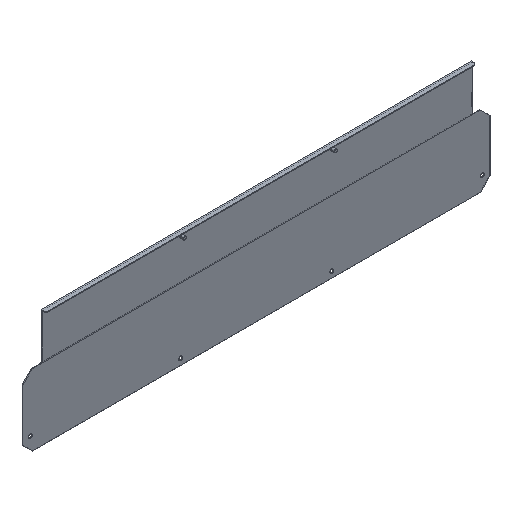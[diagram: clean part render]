
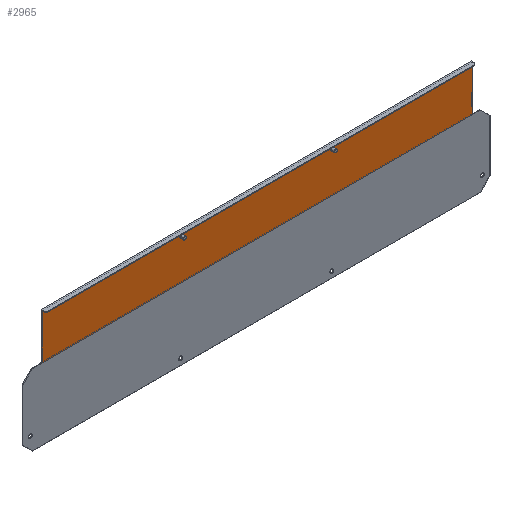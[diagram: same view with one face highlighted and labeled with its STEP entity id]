
A CAD part, isometric view. The second image highlights one B-rep face of the part: STEP entity #2965.
In plain terms, the highlighted planar face has unit normal (0, -1, 0).
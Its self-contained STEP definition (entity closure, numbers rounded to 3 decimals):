
#78 = LINE ( 'NONE', #1604, #2572 ) ;
#82 = CARTESIAN_POINT ( 'NONE',  ( 304.75, 152.5, 3. ) ) ;
#128 = FACE_OUTER_BOUND ( 'NONE', #2398, .T. ) ;
#130 = VERTEX_POINT ( 'NONE', #3229 ) ;
#134 = ORIENTED_EDGE ( 'NONE', *, *, #561, .F. ) ;
#175 = DIRECTION ( 'NONE',  ( 1., 0., 0. ) ) ;
#190 = LINE ( 'NONE', #2267, #1862 ) ;
#191 = EDGE_CURVE ( 'NONE', #2845, #545, #1359, .T. ) ;
#236 = DIRECTION ( 'NONE',  ( 0., 0., -1. ) ) ;
#284 = EDGE_CURVE ( 'NONE', #2845, #2983, #2699, .T. ) ;
#312 = DIRECTION ( 'NONE',  ( -1., 0., 0. ) ) ;
#349 = CARTESIAN_POINT ( 'NONE',  ( -504.75, 152.5, 88. ) ) ;
#352 = VERTEX_POINT ( 'NONE', #399 ) ;
#362 = CIRCLE ( 'NONE', #1163, 3. ) ;
#386 = CARTESIAN_POINT ( 'NONE',  ( -504.75, 152.5, 0.293 ) ) ;
#399 = CARTESIAN_POINT ( 'NONE',  ( 39., 152.5, 78.005 ) ) ;
#415 = ORIENTED_EDGE ( 'NONE', *, *, #2176, .T. ) ;
#422 = AXIS2_PLACEMENT_3D ( 'NONE', #1895, #1360, #1664 ) ;
#465 = EDGE_CURVE ( 'NONE', #1385, #2561, #3087, .T. ) ;
#523 = AXIS2_PLACEMENT_3D ( 'NONE', #2127, #2395, #3160 ) ;
#525 = EDGE_CURVE ( 'NONE', #1378, #130, #2848, .T. ) ;
#534 = CARTESIAN_POINT ( 'NONE',  ( -239.247, 152.5, 76.809 ) ) ;
#545 = VERTEX_POINT ( 'NONE', #636 ) ;
#561 = EDGE_CURVE ( 'NONE', #352, #1134, #1328, .T. ) ;
#592 = LINE ( 'NONE', #1584, #2142 ) ;
#626 = LINE ( 'NONE', #3242, #3164 ) ;
#636 = CARTESIAN_POINT ( 'NONE',  ( -504.75, 152.5, 4.036 ) ) ;
#733 = ORIENTED_EDGE ( 'NONE', *, *, #525, .F. ) ;
#802 = VECTOR ( 'NONE', #829, 1000. ) ;
#829 = DIRECTION ( 'NONE',  ( 0., 0., -1. ) ) ;
#845 = FACE_BOUND ( 'NONE', #2123, .T. ) ;
#881 = CARTESIAN_POINT ( 'NONE',  ( -504.75, 152.5, 0.293 ) ) ;
#1003 = AXIS2_PLACEMENT_3D ( 'NONE', #2662, #1866, #1103 ) ;
#1049 = CARTESIAN_POINT ( 'NONE',  ( 304.75, 152.5, 4.036 ) ) ;
#1070 = ORIENTED_EDGE ( 'NONE', *, *, #2991, .T. ) ;
#1074 = VERTEX_POINT ( 'NONE', #2866 ) ;
#1078 = DIRECTION ( 'NONE',  ( 0., 0., 1. ) ) ;
#1080 = CARTESIAN_POINT ( 'NONE',  ( 304.75, 152.5, 87. ) ) ;
#1101 = ORIENTED_EDGE ( 'NONE', *, *, #2540, .F. ) ;
#1103 = DIRECTION ( 'NONE',  ( 0., 0., 1. ) ) ;
#1134 = VERTEX_POINT ( 'NONE', #1908 ) ;
#1151 = DIRECTION ( 'NONE',  ( 0., 0., 1. ) ) ;
#1160 = EDGE_CURVE ( 'NONE', #1680, #2983, #592, .T. ) ;
#1163 = AXIS2_PLACEMENT_3D ( 'NONE', #2690, #1636, #1078 ) ;
#1180 = EDGE_CURVE ( 'NONE', #1134, #352, #362, .T. ) ;
#1203 = EDGE_CURVE ( 'NONE', #545, #1074, #78, .T. ) ;
#1328 = CIRCLE ( 'NONE', #1003, 3. ) ;
#1359 = LINE ( 'NONE', #881, #802 ) ;
#1360 = DIRECTION ( 'NONE',  ( 0., -1., 0. ) ) ;
#1378 = VERTEX_POINT ( 'NONE', #534 ) ;
#1385 = VERTEX_POINT ( 'NONE', #1049 ) ;
#1566 = ORIENTED_EDGE ( 'NONE', *, *, #2298, .T. ) ;
#1584 = CARTESIAN_POINT ( 'NONE',  ( 0., 152.5, 88. ) ) ;
#1604 = CARTESIAN_POINT ( 'NONE',  ( -504.75, 152.5, 4.036 ) ) ;
#1636 = DIRECTION ( 'NONE',  ( 0., -1., 0. ) ) ;
#1664 = DIRECTION ( 'NONE',  ( 0., 0., 1. ) ) ;
#1665 = ORIENTED_EDGE ( 'NONE', *, *, #465, .F. ) ;
#1680 = VERTEX_POINT ( 'NONE', #1734 ) ;
#1699 = CARTESIAN_POINT ( 'NONE',  ( 0., 152.5, 3. ) ) ;
#1734 = CARTESIAN_POINT ( 'NONE',  ( 304.75, 152.5, 88. ) ) ;
#1743 = ORIENTED_EDGE ( 'NONE', *, *, #191, .T. ) ;
#1778 = CARTESIAN_POINT ( 'NONE',  ( -504.75, 152.5, 87. ) ) ;
#1862 = VECTOR ( 'NONE', #2785, 1000. ) ;
#1866 = DIRECTION ( 'NONE',  ( 0., -1., 0. ) ) ;
#1876 = FACE_BOUND ( 'NONE', #3230, .T. ) ;
#1895 = CARTESIAN_POINT ( 'NONE',  ( -242., 152.5, 78. ) ) ;
#1908 = CARTESIAN_POINT ( 'NONE',  ( 45., 152.5, 77.995 ) ) ;
#1952 = ORIENTED_EDGE ( 'NONE', *, *, #1160, .T. ) ;
#2017 = CARTESIAN_POINT ( 'NONE',  ( 304.75, 152.5, 0.293 ) ) ;
#2092 = VECTOR ( 'NONE', #175, 1000. ) ;
#2108 = CARTESIAN_POINT ( 'NONE',  ( 0., 152.5, 0.293 ) ) ;
#2123 = EDGE_LOOP ( 'NONE', ( #733, #1101 ) ) ;
#2127 = CARTESIAN_POINT ( 'NONE',  ( -242., 152.5, 78. ) ) ;
#2142 = VECTOR ( 'NONE', #312, 1000. ) ;
#2176 = EDGE_CURVE ( 'NONE', #2889, #1680, #190, .T. ) ;
#2267 = CARTESIAN_POINT ( 'NONE',  ( 304.75, 152.5, 87. ) ) ;
#2298 = EDGE_CURVE ( 'NONE', #1074, #2561, #2738, .T. ) ;
#2395 = DIRECTION ( 'NONE',  ( 0., -1., 0. ) ) ;
#2398 = EDGE_LOOP ( 'NONE', ( #1743, #3260, #1566, #1665, #1070, #415, #1952, #2460 ) ) ;
#2424 = DIRECTION ( 'NONE',  ( 0., 1., 0. ) ) ;
#2435 = VECTOR ( 'NONE', #1151, 1000. ) ;
#2460 = ORIENTED_EDGE ( 'NONE', *, *, #284, .F. ) ;
#2468 = CIRCLE ( 'NONE', #422, 3. ) ;
#2540 = EDGE_CURVE ( 'NONE', #130, #1378, #2468, .T. ) ;
#2561 = VERTEX_POINT ( 'NONE', #82 ) ;
#2572 = VECTOR ( 'NONE', #3167, 1000. ) ;
#2578 = VECTOR ( 'NONE', #236, 1000. ) ;
#2662 = CARTESIAN_POINT ( 'NONE',  ( 42., 152.5, 78. ) ) ;
#2690 = CARTESIAN_POINT ( 'NONE',  ( 42., 152.5, 78. ) ) ;
#2699 = LINE ( 'NONE', #386, #2435 ) ;
#2725 = DIRECTION ( 'NONE',  ( 0., 0., 1. ) ) ;
#2738 = LINE ( 'NONE', #1699, #2092 ) ;
#2785 = DIRECTION ( 'NONE',  ( 0., 0., 1. ) ) ;
#2845 = VERTEX_POINT ( 'NONE', #1778 ) ;
#2848 = CIRCLE ( 'NONE', #523, 3. ) ;
#2866 = CARTESIAN_POINT ( 'NONE',  ( -504.75, 152.5, 3. ) ) ;
#2889 = VERTEX_POINT ( 'NONE', #1080 ) ;
#2965 = ADVANCED_FACE ( 'NONE', ( #845, #1876, #128 ), #3137, .F. ) ;
#2983 = VERTEX_POINT ( 'NONE', #349 ) ;
#2991 = EDGE_CURVE ( 'NONE', #1385, #2889, #626, .T. ) ;
#3087 = LINE ( 'NONE', #2017, #2578 ) ;
#3137 = PLANE ( 'NONE',  #3344 ) ;
#3160 = DIRECTION ( 'NONE',  ( 0., 0., 1. ) ) ;
#3164 = VECTOR ( 'NONE', #2725, 1000. ) ;
#3167 = DIRECTION ( 'NONE',  ( 0., 0., -1. ) ) ;
#3185 = ORIENTED_EDGE ( 'NONE', *, *, #1180, .F. ) ;
#3190 = DIRECTION ( 'NONE',  ( 0., 0., 1. ) ) ;
#3229 = CARTESIAN_POINT ( 'NONE',  ( -244.753, 152.5, 79.191 ) ) ;
#3230 = EDGE_LOOP ( 'NONE', ( #134, #3185 ) ) ;
#3242 = CARTESIAN_POINT ( 'NONE',  ( 304.75, 152.5, 0.293 ) ) ;
#3260 = ORIENTED_EDGE ( 'NONE', *, *, #1203, .T. ) ;
#3344 = AXIS2_PLACEMENT_3D ( 'NONE', #2108, #2424, #3190 ) ;
